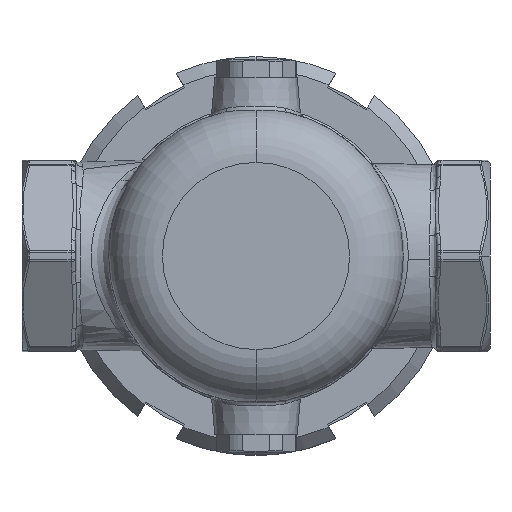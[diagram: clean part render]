
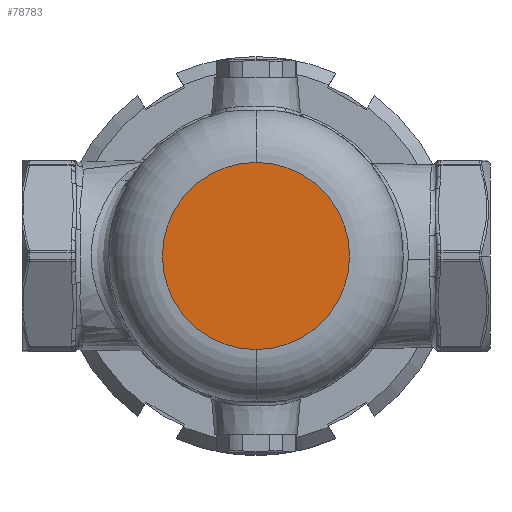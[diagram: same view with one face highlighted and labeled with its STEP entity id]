
A CAD part, front view. The second image highlights one B-rep face of the part: STEP entity #78783.
In plain terms, the highlighted planar face has unit normal (0, -1, 0).
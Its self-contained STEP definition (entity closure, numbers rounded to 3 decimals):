
#1131 = CIRCLE ( 'NONE', #4966, 21. ) ;
#4966 = AXIS2_PLACEMENT_3D ( 'NONE', #78818, #53680, #11399 ) ;
#5663 = FACE_OUTER_BOUND ( 'NONE', #51067, .T. ) ;
#10839 = EDGE_CURVE ( 'NONE', #78452, #34001, #1131, .T. ) ;
#11399 = DIRECTION ( 'NONE',  ( 0., 0., -1. ) ) ;
#14239 = CARTESIAN_POINT ( 'NONE',  ( 0., -45., -21. ) ) ;
#16502 = ORIENTED_EDGE ( 'NONE', *, *, #10839, .F. ) ;
#17764 = CARTESIAN_POINT ( 'NONE',  ( 0., -45., 0. ) ) ;
#24197 = DIRECTION ( 'NONE',  ( 0., 0., -1. ) ) ;
#32788 = DIRECTION ( 'NONE',  ( 0., -1., 0. ) ) ;
#34001 = VERTEX_POINT ( 'NONE', #46110 ) ;
#36422 = CIRCLE ( 'NONE', #58988, 21. ) ;
#39771 = EDGE_CURVE ( 'NONE', #34001, #78452, #36422, .T. ) ;
#45324 = PLANE ( 'NONE',  #51235 ) ;
#46110 = CARTESIAN_POINT ( 'NONE',  ( 0., -45., 21. ) ) ;
#51067 = EDGE_LOOP ( 'NONE', ( #16502, #74902 ) ) ;
#51235 = AXIS2_PLACEMENT_3D ( 'NONE', #70772, #32788, #77180 ) ;
#53680 = DIRECTION ( 'NONE',  ( 0., 1., 0. ) ) ;
#58988 = AXIS2_PLACEMENT_3D ( 'NONE', #17764, #62233, #24197 ) ;
#62233 = DIRECTION ( 'NONE',  ( 0., 1., 0. ) ) ;
#70772 = CARTESIAN_POINT ( 'NONE',  ( 0., -45., -21. ) ) ;
#74902 = ORIENTED_EDGE ( 'NONE', *, *, #39771, .F. ) ;
#77180 = DIRECTION ( 'NONE',  ( 0., 0., 1. ) ) ;
#78452 = VERTEX_POINT ( 'NONE', #14239 ) ;
#78783 = ADVANCED_FACE ( 'NONE', ( #5663 ), #45324, .T. ) ;
#78818 = CARTESIAN_POINT ( 'NONE',  ( 0., -45., 0. ) ) ;
